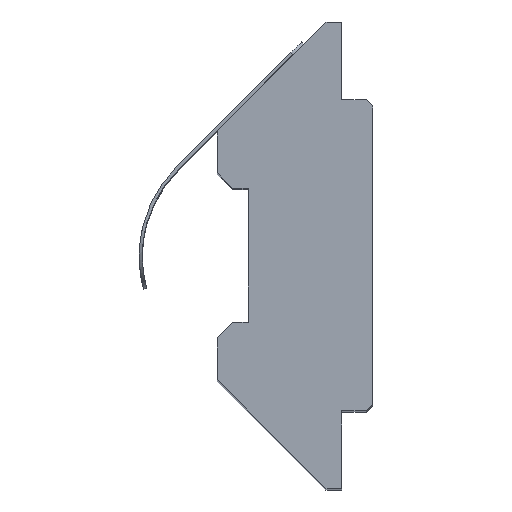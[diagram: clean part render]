
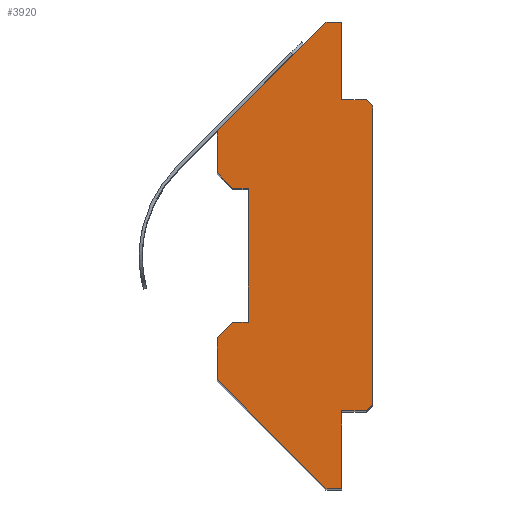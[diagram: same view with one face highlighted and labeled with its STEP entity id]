
A CAD part, top view. The second image highlights one B-rep face of the part: STEP entity #3920.
In plain terms, the highlighted face is planar.
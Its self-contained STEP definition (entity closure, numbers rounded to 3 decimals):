
#200=CARTESIAN_POINT('',(12.5,2.65,1.));
#210=VERTEX_POINT('',#200);
#240=CARTESIAN_POINT('',(12.5,0.,-1.65));
#250=DIRECTION('',(0.,-0.707,-0.707));
#260=VECTOR('',#250,1.);
#270=LINE('',#240,#260);
#280=CARTESIAN_POINT('',(12.5,2.15,0.5));
#290=VERTEX_POINT('',#280);
#300=EDGE_CURVE('',#210,#290,#270,.T.);
#730=CARTESIAN_POINT('',(12.5,-5.,-3.8));
#740=VERTEX_POINT('',#730);
#770=CARTESIAN_POINT('',(12.5,0.,-8.8));
#780=DIRECTION('',(0.,-0.707,0.707));
#790=VECTOR('',#780,1.);
#800=LINE('',#770,#790);
#810=CARTESIAN_POINT('',(12.5,-4.8,-4.));
#820=VERTEX_POINT('',#810);
#830=EDGE_CURVE('',#820,#740,#800,.T.);
#990=CARTESIAN_POINT('',(12.5,-7.5,0.));
#1000=DIRECTION('',(0.,0.,-1.));
#1010=VECTOR('',#1000,1.);
#1020=LINE('',#990,#1010);
#1030=CARTESIAN_POINT('',(12.5,-7.5,-2.5));
#1040=VERTEX_POINT('',#1030);
#1050=CARTESIAN_POINT('',(12.5,-7.5,-3.));
#1060=VERTEX_POINT('',#1050);
#1070=EDGE_CURVE('',#1040,#1060,#1020,.T.);
#1530=CARTESIAN_POINT('',(12.5,7.5,-3.));
#1540=VERTEX_POINT('',#1530);
#1570=CARTESIAN_POINT('',(12.5,7.5,0.));
#1580=DIRECTION('',(0.,0.,1.));
#1590=VECTOR('',#1580,1.);
#1600=LINE('',#1570,#1590);
#1610=CARTESIAN_POINT('',(12.5,7.5,-2.5));
#1620=VERTEX_POINT('',#1610);
#1630=EDGE_CURVE('',#1540,#1620,#1600,.T.);
#1790=CARTESIAN_POINT('',(12.5,0.,5.));
#1800=DIRECTION('',(0.,0.707,0.707));
#1810=VECTOR('',#1800,1.);
#1820=LINE('',#1790,#1810);
#1830=CARTESIAN_POINT('',(12.5,-4.,1.));
#1840=VERTEX_POINT('',#1830);
#1850=EDGE_CURVE('',#1040,#1840,#1820,.T.);
#2100=CARTESIAN_POINT('',(12.5,0.,5.));
#2110=DIRECTION('',(0.,0.707,-0.707));
#2120=VECTOR('',#2110,1.);
#2130=LINE('',#2100,#2120);
#2140=CARTESIAN_POINT('',(12.5,4.,1.));
#2150=VERTEX_POINT('',#2140);
#2160=EDGE_CURVE('',#2150,#1620,#2130,.T.);
#2470=CARTESIAN_POINT('',(12.5,4.8,-4.));
#2480=VERTEX_POINT('',#2470);
#2510=CARTESIAN_POINT('',(12.5,0.,-8.8));
#2520=DIRECTION('',(0.,-0.707,-0.707));
#2530=VECTOR('',#2520,1.);
#2540=LINE('',#2510,#2530);
#2550=CARTESIAN_POINT('',(12.5,5.,-3.8));
#2560=VERTEX_POINT('',#2550);
#2570=EDGE_CURVE('',#2560,#2480,#2540,.T.);
#2930=CARTESIAN_POINT('',(12.5,-5.,-3.));
#2940=VERTEX_POINT('',#2930);
#2970=CARTESIAN_POINT('',(12.5,-5.,0.));
#2980=DIRECTION('',(0.,0.,-1.));
#2990=VECTOR('',#2980,1.);
#3000=LINE('',#2970,#2990);
#3010=EDGE_CURVE('',#2940,#740,#3000,.T.);
#3070=CARTESIAN_POINT('',(12.5,-6.,0.4));
#3080=DIRECTION('',(1.,0.,0.));
#3090=DIRECTION('',(0.,1.,0.));
#3100=AXIS2_PLACEMENT_3D('',#3070,#3080,#3090);
#3110=PLANE('',#3100);
#3120=CARTESIAN_POINT('',(12.5,0.,-4.));
#3130=DIRECTION('',(0.,1.,0.));
#3140=VECTOR('',#3130,1.);
#3150=LINE('',#3120,#3140);
#3160=EDGE_CURVE('',#820,#2480,#3150,.T.);
#3170=ORIENTED_EDGE('',*,*,#3160,.T.);
#3180=ORIENTED_EDGE('',*,*,#830,.F.);
#3190=ORIENTED_EDGE('',*,*,#3010,.T.);
#3200=CARTESIAN_POINT('',(12.5,0.,-3.));
#3210=DIRECTION('',(0.,1.,0.));
#3220=VECTOR('',#3210,1.);
#3230=LINE('',#3200,#3220);
#3240=EDGE_CURVE('',#1060,#2940,#3230,.T.);
#3250=ORIENTED_EDGE('',*,*,#3240,.T.);
#3260=ORIENTED_EDGE('',*,*,#1070,.T.);
#3270=ORIENTED_EDGE('',*,*,#1850,.F.);
#3280=CARTESIAN_POINT('',(12.5,0.,1.));
#3290=DIRECTION('',(0.,-1.,0.));
#3300=VECTOR('',#3290,1.);
#3310=LINE('',#3280,#3300);
#3320=CARTESIAN_POINT('',(12.5,-2.65,1.));
#3330=VERTEX_POINT('',#3320);
#3340=EDGE_CURVE('',#3330,#1840,#3310,.T.);
#3350=ORIENTED_EDGE('',*,*,#3340,.T.);
#3360=CARTESIAN_POINT('',(12.5,0.,-1.65));
#3370=DIRECTION('',(0.,-0.707,0.707));
#3380=VECTOR('',#3370,1.);
#3390=LINE('',#3360,#3380);
#3400=CARTESIAN_POINT('',(12.5,-2.15,0.5));
#3410=VERTEX_POINT('',#3400);
#3420=EDGE_CURVE('',#3410,#3330,#3390,.T.);
#3430=ORIENTED_EDGE('',*,*,#3420,.T.);
#3440=CARTESIAN_POINT('',(12.5,-2.15,0.));
#3450=DIRECTION('',(0.,0.,-1.));
#3460=VECTOR('',#3450,1.);
#3470=LINE('',#3440,#3460);
#3480=CARTESIAN_POINT('',(12.5,-2.15,0.));
#3490=VERTEX_POINT('',#3480);
#3500=EDGE_CURVE('',#3410,#3490,#3470,.T.);
#3510=ORIENTED_EDGE('',*,*,#3500,.F.);
#3520=CARTESIAN_POINT('',(12.5,0.,0.));
#3530=DIRECTION('',(0.,-1.,0.));
#3540=VECTOR('',#3530,1.);
#3550=LINE('',#3520,#3540);
#3560=CARTESIAN_POINT('',(12.5,2.15,0.));
#3570=VERTEX_POINT('',#3560);
#3580=EDGE_CURVE('',#3570,#3490,#3550,.T.);
#3590=ORIENTED_EDGE('',*,*,#3580,.T.);
#3600=CARTESIAN_POINT('',(12.5,2.15,0.));
#3610=DIRECTION('',(0.,0.,1.));
#3620=VECTOR('',#3610,1.);
#3630=LINE('',#3600,#3620);
#3640=EDGE_CURVE('',#3570,#290,#3630,.T.);
#3650=ORIENTED_EDGE('',*,*,#3640,.F.);
#3660=ORIENTED_EDGE('',*,*,#300,.T.);
#3670=CARTESIAN_POINT('',(12.5,0.,1.));
#3680=DIRECTION('',(0.,-1.,0.));
#3690=VECTOR('',#3680,1.);
#3700=LINE('',#3670,#3690);
#3710=EDGE_CURVE('',#2150,#210,#3700,.T.);
#3720=ORIENTED_EDGE('',*,*,#3710,.T.);
#3730=ORIENTED_EDGE('',*,*,#2160,.F.);
#3740=ORIENTED_EDGE('',*,*,#1630,.T.);
#3750=CARTESIAN_POINT('',(12.5,0.,-3.));
#3760=DIRECTION('',(0.,1.,0.));
#3770=VECTOR('',#3760,1.);
#3780=LINE('',#3750,#3770);
#3790=CARTESIAN_POINT('',(12.5,5.,-3.));
#3800=VERTEX_POINT('',#3790);
#3810=EDGE_CURVE('',#3800,#1540,#3780,.T.);
#3820=ORIENTED_EDGE('',*,*,#3810,.T.);
#3830=CARTESIAN_POINT('',(12.5,5.,0.));
#3840=DIRECTION('',(0.,0.,1.));
#3850=VECTOR('',#3840,1.);
#3860=LINE('',#3830,#3850);
#3870=EDGE_CURVE('',#2560,#3800,#3860,.T.);
#3880=ORIENTED_EDGE('',*,*,#3870,.T.);
#3890=ORIENTED_EDGE('',*,*,#2570,.F.);
#3900=EDGE_LOOP('',(#3890,#3880,#3820,#3740,#3730,#3720,#3660,#3650,
#3590,#3510,#3430,#3350,#3270,#3260,#3250,#3190,#3180,#3170));
#3910=FACE_OUTER_BOUND('',#3900,.T.);
#3920=ADVANCED_FACE('',(#3910),#3110,.T.);
